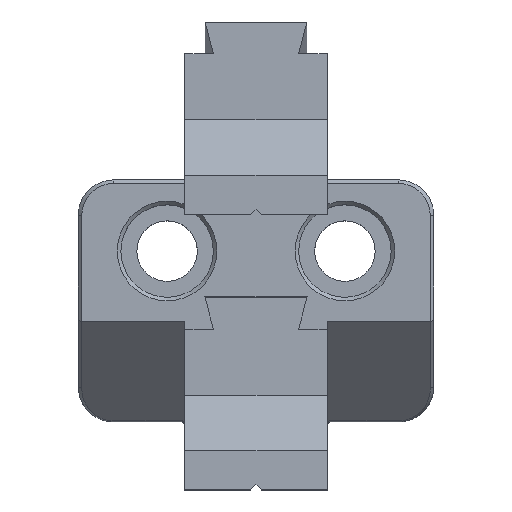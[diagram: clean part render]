
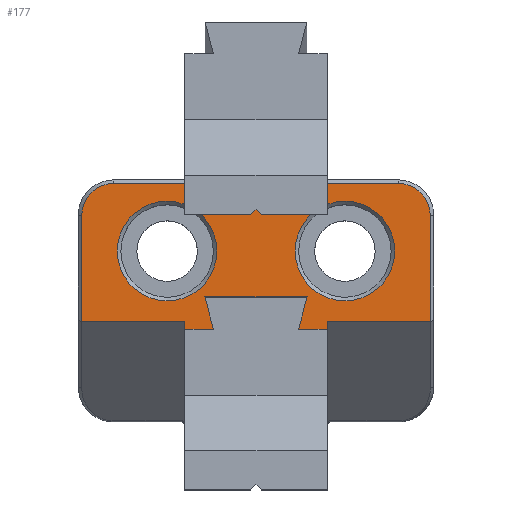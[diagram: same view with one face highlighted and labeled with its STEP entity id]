
A CAD part, top view. The second image highlights one B-rep face of the part: STEP entity #177.
In plain terms, the highlighted planar face has unit normal (0, 0, 1).
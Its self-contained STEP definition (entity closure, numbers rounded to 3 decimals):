
#177 = ADVANCED_FACE( '', ( #246, #247, #248 ), #249, .F. );
#246 = FACE_BOUND( '', #397, .T. );
#247 = FACE_BOUND( '', #398, .T. );
#248 = FACE_OUTER_BOUND( '', #399, .T. );
#249 = PLANE( '', #400 );
#397 = EDGE_LOOP( '', ( #615 ) );
#398 = EDGE_LOOP( '', ( #616 ) );
#399 = EDGE_LOOP( '', ( #617, #618, #619, #620, #621, #622, #623, #624, #625, #626, #627, #628, #629, #630 ) );
#400 = AXIS2_PLACEMENT_3D( '', #631, #632, #633 );
#615 = ORIENTED_EDGE( '', *, *, #1063, .T. );
#616 = ORIENTED_EDGE( '', *, *, #1064, .T. );
#617 = ORIENTED_EDGE( '', *, *, #1065, .T. );
#618 = ORIENTED_EDGE( '', *, *, #1066, .T. );
#619 = ORIENTED_EDGE( '', *, *, #1067, .T. );
#620 = ORIENTED_EDGE( '', *, *, #1068, .T. );
#621 = ORIENTED_EDGE( '', *, *, #1069, .T. );
#622 = ORIENTED_EDGE( '', *, *, #1070, .T. );
#623 = ORIENTED_EDGE( '', *, *, #1057, .F. );
#624 = ORIENTED_EDGE( '', *, *, #1062, .T. );
#625 = ORIENTED_EDGE( '', *, *, #1071, .F. );
#626 = ORIENTED_EDGE( '', *, *, #1072, .T. );
#627 = ORIENTED_EDGE( '', *, *, #1073, .T. );
#628 = ORIENTED_EDGE( '', *, *, #1074, .T. );
#629 = ORIENTED_EDGE( '', *, *, #1075, .F. );
#630 = ORIENTED_EDGE( '', *, *, #1076, .T. );
#631 = CARTESIAN_POINT( '', ( 50., 0., 30. ) );
#632 = DIRECTION( '', ( 0., 0., -1. ) );
#633 = DIRECTION( '', ( 0., 1., 0. ) );
#1057 = EDGE_CURVE( '', #1226, #1228, #1229, .T. );
#1062 = EDGE_CURVE( '', #1226, #1235, #1237, .T. );
#1063 = EDGE_CURVE( '', #1238, #1238, #1239, .T. );
#1064 = EDGE_CURVE( '', #1240, #1240, #1241, .T. );
#1065 = EDGE_CURVE( '', #1242, #1243, #1244, .T. );
#1066 = EDGE_CURVE( '', #1243, #1245, #1246, .T. );
#1067 = EDGE_CURVE( '', #1245, #1247, #1248, .F. );
#1068 = EDGE_CURVE( '', #1247, #1249, #1250, .T. );
#1069 = EDGE_CURVE( '', #1249, #1251, #1252, .F. );
#1070 = EDGE_CURVE( '', #1251, #1228, #1253, .T. );
#1071 = EDGE_CURVE( '', #1254, #1235, #1255, .T. );
#1072 = EDGE_CURVE( '', #1254, #1256, #1257, .T. );
#1073 = EDGE_CURVE( '', #1256, #1258, #1259, .T. );
#1074 = EDGE_CURVE( '', #1258, #1260, #1261, .T. );
#1075 = EDGE_CURVE( '', #1262, #1260, #1263, .T. );
#1076 = EDGE_CURVE( '', #1262, #1242, #1264, .T. );
#1226 = VERTEX_POINT( '', #1503 );
#1228 = VERTEX_POINT( '', #1506 );
#1229 = LINE( '', #1507, #1508 );
#1235 = VERTEX_POINT( '', #1524 );
#1237 = LINE( '', #1527, #1528 );
#1238 = VERTEX_POINT( '', #1529 );
#1239 = CIRCLE( '', #1530, 14. );
#1240 = VERTEX_POINT( '', #1531 );
#1241 = CIRCLE( '', #1532, 14. );
#1242 = VERTEX_POINT( '', #1533 );
#1243 = VERTEX_POINT( '', #1534 );
#1244 = LINE( '', #1535, #1536 );
#1245 = VERTEX_POINT( '', #1537 );
#1246 = LINE( '', #1538, #1539 );
#1247 = VERTEX_POINT( '', #1540 );
#1248 = CIRCLE( '', #1541, 9. );
#1249 = VERTEX_POINT( '', #1542 );
#1250 = LINE( '', #1543, #1544 );
#1251 = VERTEX_POINT( '', #1545 );
#1252 = CIRCLE( '', #1546, 9. );
#1253 = LINE( '', #1547, #1548 );
#1254 = VERTEX_POINT( '', #1549 );
#1255 = LINE( '', #1550, #1551 );
#1256 = VERTEX_POINT( '', #1552 );
#1257 = LINE( '', #1553, #1554 );
#1258 = VERTEX_POINT( '', #1555 );
#1259 = LINE( '', #1556, #1557 );
#1260 = VERTEX_POINT( '', #1558 );
#1261 = LINE( '', #1559, #1560 );
#1262 = VERTEX_POINT( '', #1561 );
#1263 = LINE( '', #1562, #1563 );
#1264 = LINE( '', #1564, #1565 );
#1503 = CARTESIAN_POINT( '', ( -20., -45.879, 30. ) );
#1506 = CARTESIAN_POINT( '', ( -49., -45.879, 30. ) );
#1507 = CARTESIAN_POINT( '', ( -20., -45.879, 30. ) );
#1508 = VECTOR( '', #1943, 1000. );
#1524 = CARTESIAN_POINT( '', ( -20., -48., 30. ) );
#1527 = CARTESIAN_POINT( '', ( -20., -45.879, 30. ) );
#1528 = VECTOR( '', #1947, 1000. );
#1529 = CARTESIAN_POINT( '', ( -25., -12., 30. ) );
#1530 = AXIS2_PLACEMENT_3D( '', #1948, #1949, #1950 );
#1531 = CARTESIAN_POINT( '', ( 25., -12., 30. ) );
#1532 = AXIS2_PLACEMENT_3D( '', #1951, #1952, #1953 );
#1533 = CARTESIAN_POINT( '', ( 20., -45.879, 30. ) );
#1534 = CARTESIAN_POINT( '', ( 49., -45.879, 30. ) );
#1535 = CARTESIAN_POINT( '', ( 20., -45.879, 30. ) );
#1536 = VECTOR( '', #1954, 1000. );
#1537 = CARTESIAN_POINT( '', ( 49., -16., 30. ) );
#1538 = CARTESIAN_POINT( '', ( 49., 0., 30. ) );
#1539 = VECTOR( '', #1955, 1000. );
#1540 = CARTESIAN_POINT( '', ( 40., -7., 30. ) );
#1541 = AXIS2_PLACEMENT_3D( '', #1956, #1957, #1958 );
#1542 = CARTESIAN_POINT( '', ( -40., -7., 30. ) );
#1543 = CARTESIAN_POINT( '', ( -40., -7., 30. ) );
#1544 = VECTOR( '', #1959, 1000. );
#1545 = CARTESIAN_POINT( '', ( -49., -16., 30. ) );
#1546 = AXIS2_PLACEMENT_3D( '', #1960, #1961, #1962 );
#1547 = CARTESIAN_POINT( '', ( -49., -45.879, 30. ) );
#1548 = VECTOR( '', #1963, 1000. );
#1549 = CARTESIAN_POINT( '', ( -12., -48., 30. ) );
#1550 = CARTESIAN_POINT( '', ( 50., -48., 30. ) );
#1551 = VECTOR( '', #1964, 1000. );
#1552 = CARTESIAN_POINT( '', ( -14.366, -38.808, 30. ) );
#1553 = CARTESIAN_POINT( '', ( -19.735, -17.947, 30. ) );
#1554 = VECTOR( '', #1965, 1000. );
#1555 = CARTESIAN_POINT( '', ( 14.366, -38.808, 30. ) );
#1556 = CARTESIAN_POINT( '', ( 50., -38.808, 30. ) );
#1557 = VECTOR( '', #1966, 1000. );
#1558 = CARTESIAN_POINT( '', ( 12., -48., 30. ) );
#1559 = CARTESIAN_POINT( '', ( 25.947, 6.19, 30. ) );
#1560 = VECTOR( '', #1967, 1000. );
#1561 = CARTESIAN_POINT( '', ( 20., -48., 30. ) );
#1562 = CARTESIAN_POINT( '', ( 50., -48., 30. ) );
#1563 = VECTOR( '', #1968, 1000. );
#1564 = CARTESIAN_POINT( '', ( 20., -45.879, 30. ) );
#1565 = VECTOR( '', #1969, 1000. );
#1943 = DIRECTION( '', ( -1., 0., 0. ) );
#1947 = DIRECTION( '', ( 0., -1., 0. ) );
#1948 = CARTESIAN_POINT( '', ( -25., -26., 30. ) );
#1949 = DIRECTION( '', ( 0., 0., -1. ) );
#1950 = DIRECTION( '', ( 0., 1., 0. ) );
#1951 = CARTESIAN_POINT( '', ( 25., -26., 30. ) );
#1952 = DIRECTION( '', ( 0., 0., -1. ) );
#1953 = DIRECTION( '', ( 0., 1., 0. ) );
#1954 = DIRECTION( '', ( 1., 0., 0. ) );
#1955 = DIRECTION( '', ( 0., 1., 0. ) );
#1956 = CARTESIAN_POINT( '', ( 40., -16., 30. ) );
#1957 = DIRECTION( '', ( 0., 0., -1. ) );
#1958 = DIRECTION( '', ( 0., 1., 0. ) );
#1959 = DIRECTION( '', ( -1., 0., 0. ) );
#1960 = CARTESIAN_POINT( '', ( -40., -16., 30. ) );
#1961 = DIRECTION( '', ( 0., 0., -1. ) );
#1962 = DIRECTION( '', ( 0., 1., 0. ) );
#1963 = DIRECTION( '', ( 0., -1., 0. ) );
#1964 = DIRECTION( '', ( -1., 0., 0. ) );
#1965 = DIRECTION( '', ( -0.249, 0.968, 0. ) );
#1966 = DIRECTION( '', ( 1., 0., 0. ) );
#1967 = DIRECTION( '', ( -0.249, -0.968, 0. ) );
#1968 = DIRECTION( '', ( -1., 0., 0. ) );
#1969 = DIRECTION( '', ( 0., 1., 0. ) );
